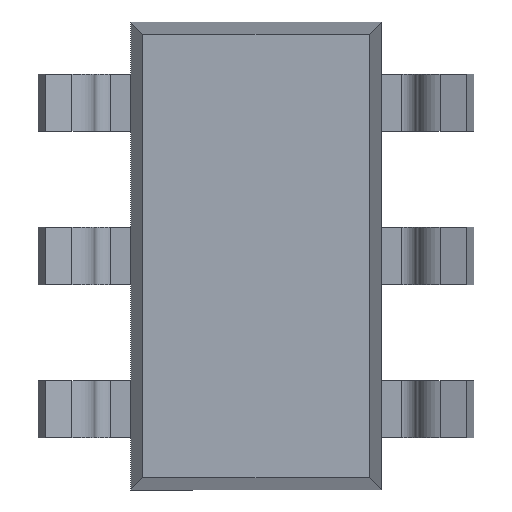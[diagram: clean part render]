
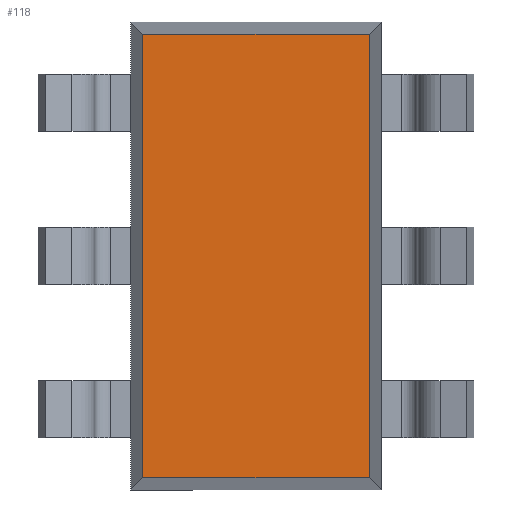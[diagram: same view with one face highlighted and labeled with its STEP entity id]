
A CAD part, front view. The second image highlights one B-rep face of the part: STEP entity #118.
In plain terms, the highlighted planar face has unit normal (0, -1, 0).
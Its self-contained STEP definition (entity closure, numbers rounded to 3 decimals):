
#118 = ADVANCED_FACE ( 'NONE', ( #2012 ), #982, .F. ) ;
#225 = VECTOR ( 'NONE', #2077, 1000. ) ;
#276 = VECTOR ( 'NONE', #2499, 1000. ) ;
#448 = AXIS2_PLACEMENT_3D ( 'NONE', #1722, #1736, #1191 ) ;
#537 = LINE ( 'NONE', #750, #1850 ) ;
#645 = VERTEX_POINT ( 'NONE', #1431 ) ;
#749 = EDGE_CURVE ( 'NONE', #1827, #777, #537, .T. ) ;
#750 = CARTESIAN_POINT ( 'NONE',  ( 0.7, 0.15, 1.45 ) ) ;
#777 = VERTEX_POINT ( 'NONE', #2311 ) ;
#849 = VECTOR ( 'NONE', #2062, 1000. ) ;
#971 = EDGE_LOOP ( 'NONE', ( #2389, #2400, #3047, #1118 ) ) ;
#982 = PLANE ( 'NONE',  #448 ) ;
#1087 = CARTESIAN_POINT ( 'NONE',  ( -0.775, 0.15, 1.375 ) ) ;
#1118 = ORIENTED_EDGE ( 'NONE', *, *, #749, .T. ) ;
#1191 = DIRECTION ( 'NONE',  ( 0., 0., 1. ) ) ;
#1431 = CARTESIAN_POINT ( 'NONE',  ( -0.7, 0.15, -1.375 ) ) ;
#1722 = CARTESIAN_POINT ( 'NONE',  ( 0., 0.15, 0. ) ) ;
#1736 = DIRECTION ( 'NONE',  ( 0., 1., 0. ) ) ;
#1764 = VERTEX_POINT ( 'NONE', #2424 ) ;
#1827 = VERTEX_POINT ( 'NONE', #1973 ) ;
#1850 = VECTOR ( 'NONE', #2290, 1000. ) ;
#1973 = CARTESIAN_POINT ( 'NONE',  ( 0.7, 0.15, -1.375 ) ) ;
#2012 = FACE_OUTER_BOUND ( 'NONE', #971, .T. ) ;
#2028 = CARTESIAN_POINT ( 'NONE',  ( 0.775, 0.15, -1.375 ) ) ;
#2048 = CARTESIAN_POINT ( 'NONE',  ( -0.7, 0.15, -1.45 ) ) ;
#2062 = DIRECTION ( 'NONE',  ( 0., 0., -1. ) ) ;
#2077 = DIRECTION ( 'NONE',  ( -1., 0., 0. ) ) ;
#2118 = EDGE_CURVE ( 'NONE', #777, #1764, #2581, .T. ) ;
#2290 = DIRECTION ( 'NONE',  ( 0., 0., 1. ) ) ;
#2309 = LINE ( 'NONE', #2048, #849 ) ;
#2311 = CARTESIAN_POINT ( 'NONE',  ( 0.7, 0.15, 1.375 ) ) ;
#2315 = EDGE_CURVE ( 'NONE', #1764, #645, #2309, .T. ) ;
#2318 = EDGE_CURVE ( 'NONE', #645, #1827, #2779, .T. ) ;
#2389 = ORIENTED_EDGE ( 'NONE', *, *, #2118, .T. ) ;
#2400 = ORIENTED_EDGE ( 'NONE', *, *, #2315, .T. ) ;
#2424 = CARTESIAN_POINT ( 'NONE',  ( -0.7, 0.15, 1.375 ) ) ;
#2499 = DIRECTION ( 'NONE',  ( 1., 0., 0. ) ) ;
#2581 = LINE ( 'NONE', #1087, #225 ) ;
#2779 = LINE ( 'NONE', #2028, #276 ) ;
#3047 = ORIENTED_EDGE ( 'NONE', *, *, #2318, .T. ) ;
